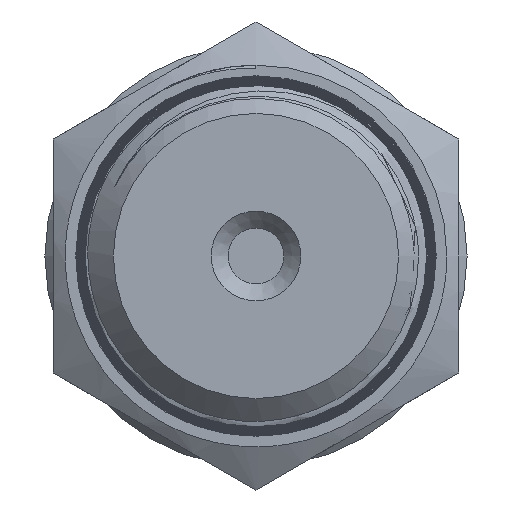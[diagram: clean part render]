
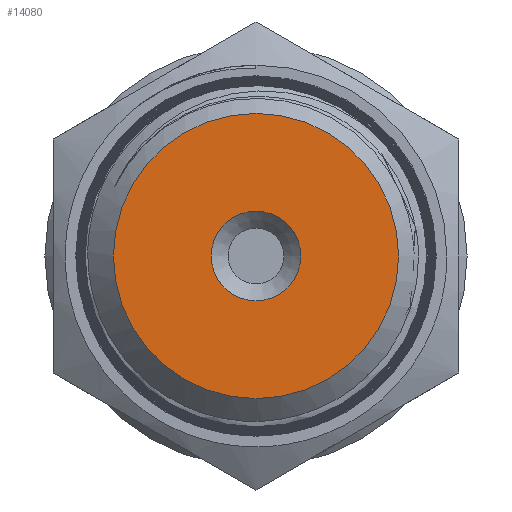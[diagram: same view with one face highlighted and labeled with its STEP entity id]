
A CAD part, left-side view. The second image highlights one B-rep face of the part: STEP entity #14080.
In plain terms, the highlighted planar face has unit normal (-1, 0, 0).
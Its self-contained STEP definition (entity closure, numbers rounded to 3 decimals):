
#146=FACE_BOUND('',#1947,.T.);
#223=PLANE('',#14844);
#1135=FACE_OUTER_BOUND('',#1946,.T.);
#1946=EDGE_LOOP('',(#11057));
#1947=EDGE_LOOP('',(#11058));
#2556=CIRCLE('',#14838,8.445);
#2558=CIRCLE('',#14843,2.65);
#6250=VERTEX_POINT('',#42806);
#6252=VERTEX_POINT('',#42815);
#7996=EDGE_CURVE('',#6250,#6250,#2556,.T.);
#8000=EDGE_CURVE('',#6252,#6252,#2558,.T.);
#11057=ORIENTED_EDGE('',*,*,#7996,.F.);
#11058=ORIENTED_EDGE('',*,*,#8000,.T.);
#14080=ADVANCED_FACE('',(#1135,#146),#223,.T.);
#14838=AXIS2_PLACEMENT_3D('',#42808,#16291,#16292);
#14843=AXIS2_PLACEMENT_3D('',#42817,#16303,#16304);
#14844=AXIS2_PLACEMENT_3D('',#42818,#16305,#16306);
#16291=DIRECTION('center_axis',(1.,0.,0.));
#16292=DIRECTION('ref_axis',(0.,0.,-1.));
#16303=DIRECTION('center_axis',(1.,0.,0.));
#16304=DIRECTION('ref_axis',(0.,0.,-1.));
#16305=DIRECTION('center_axis',(-1.,0.,0.));
#16306=DIRECTION('ref_axis',(0.,0.,1.));
#42806=CARTESIAN_POINT('',(0.,-8.445,0.));
#42808=CARTESIAN_POINT('Origin',(0.,0.,0.));
#42815=CARTESIAN_POINT('',(0.,-2.65,0.));
#42817=CARTESIAN_POINT('Origin',(0.,0.,0.));
#42818=CARTESIAN_POINT('Origin',(0.,8.445,0.));
